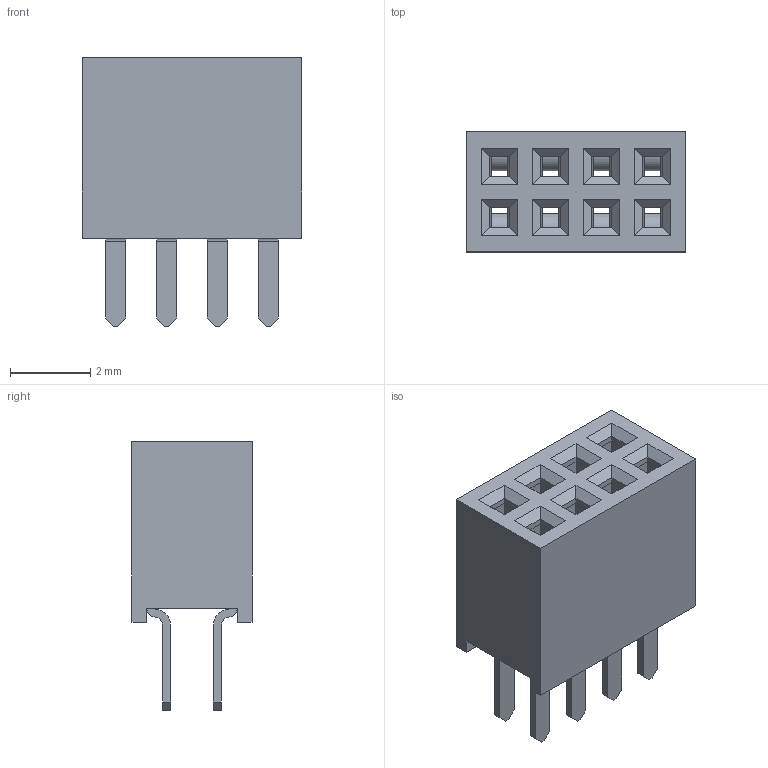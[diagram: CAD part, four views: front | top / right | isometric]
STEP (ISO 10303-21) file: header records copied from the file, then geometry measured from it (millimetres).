
FILE_DESCRIPTION(/* description */ ('Unknown'),/* implementation_level */ '2;1');
FILE_NAME(/* name */ 'J_Wurth_WR-PHD_62200821821',/* time_stamp */ '2025-04-30T09:27:42+08:00',/* author */ ('Unknown'),/* organization */ ('Unknown'),/* preprocessor_version */ 'ST-DEVELOPER v19.4',/* originating_system */ 'Solid Edge',/* authorisation */ 'Unknown');
FILE_SCHEMA (('AUTOMOTIVE_DESIGN {1 0 10303 214 3 1 1}'));
Length unit declared in the file: millimetre
Products named in the file (2): J_Wurth_WR-PHD_62200821821
Assembly tree (1 placements, depth 2):
  J_Wurth_WR-PHD_62200821821
    J_Wurth_WR-PHD_62200821821
Bounding box: 5.48 x 3 x 6.7 mm (x, y, z)
Volume: 51.2 mm3; surface area: 400.4 mm2
Topology: 9 solids, 9 shells, 714 faces, 1912 edges, 1216 vertices
Faces by surface type: plane 474, cylinder 240
Entity records: 22218 total; most frequent: CARTESIAN_POINT 4132, ORIENTED_EDGE 3824, DIRECTION 3680, EDGE_CURVE 1912, LINE 1384, VECTOR 1384, VERTEX_POINT 1216, AXIS2_PLACEMENT_3D 1148
